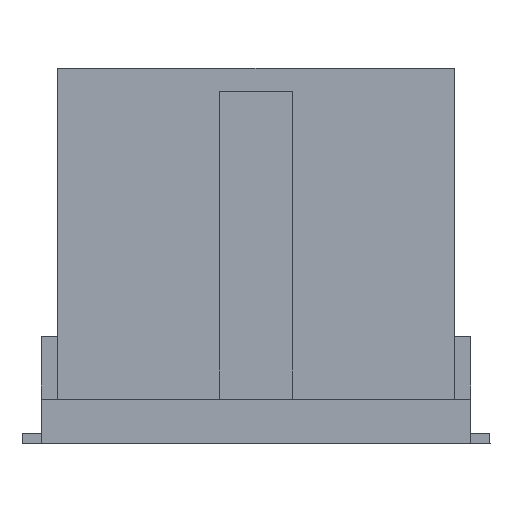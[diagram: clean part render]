
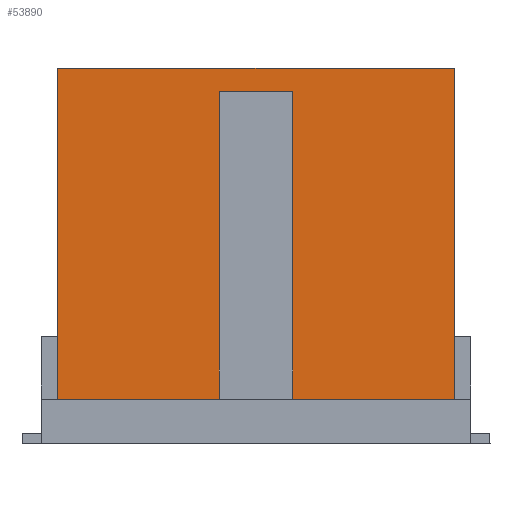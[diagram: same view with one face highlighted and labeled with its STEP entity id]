
A CAD part, left-side view. The second image highlights one B-rep face of the part: STEP entity #53890.
In plain terms, the highlighted planar face has unit normal (-1, 0, 0).
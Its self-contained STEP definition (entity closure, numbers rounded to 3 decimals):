
#25190=CARTESIAN_POINT('',(-6.07,-1.56,
0.35));
#25200=VERTEX_POINT('',#25190);
#25230=CARTESIAN_POINT('',(-6.07,-1.56,
-2.));
#25240=DIRECTION('',(0.,0.,1.));
#25250=VECTOR('',#25240,1.);
#25260=LINE('',#25230,#25250);
#25270=CARTESIAN_POINT('',(-6.07,-1.56,
2.95));
#25280=VERTEX_POINT('',#25270);
#25290=EDGE_CURVE('',#25200,#25280,#25260,.T.);
#27080=CARTESIAN_POINT('',(-6.07,1.56,
2.95));
#27090=VERTEX_POINT('',#27080);
#27120=CARTESIAN_POINT('',(-6.07,1.56,
-2.));
#27130=DIRECTION('',(-0.,-0.,-1.));
#27140=VECTOR('',#27130,1.);
#27150=LINE('',#27120,#27140);
#27160=CARTESIAN_POINT('',(-6.07,1.56,
0.35));
#27170=VERTEX_POINT('',#27160);
#27180=EDGE_CURVE('',#27090,#27170,#27150,.T.);
#36040=CARTESIAN_POINT('',(-6.07,-17.213,
2.95));
#36050=DIRECTION('',(0.,-1.,0.));
#36060=VECTOR('',#36050,1.);
#36070=LINE('',#36040,#36060);
#36080=EDGE_CURVE('',#27090,#25280,#36070,.T.);
#53410=CARTESIAN_POINT('',(-6.07,-1.642,
0.281));
#53420=DIRECTION('',(-1.,0.,0.));
#53430=DIRECTION('',(0.,-1.,0.));
#53440=AXIS2_PLACEMENT_3D('',#53410,#53420,#53430);
#53450=PLANE('',#53440);
#53460=ORIENTED_EDGE('',*,*,#36080,.F.);
#53470=ORIENTED_EDGE('',*,*,#25290,.T.);
#53480=CARTESIAN_POINT('',(-6.07,-17.213,
0.35));
#53490=DIRECTION('',(0.,-1.,0.));
#53500=VECTOR('',#53490,1.);
#53510=LINE('',#53480,#53500);
#53520=CARTESIAN_POINT('',(-6.07,-0.29,
0.35));
#53530=VERTEX_POINT('',#53520);
#53540=EDGE_CURVE('',#53530,#25200,#53510,.T.);
#53550=ORIENTED_EDGE('',*,*,#53540,.T.);
#53560=CARTESIAN_POINT('',(-6.07,-0.29,
-2.));
#53570=DIRECTION('',(0.,0.,1.));
#53580=VECTOR('',#53570,1.);
#53590=LINE('',#53560,#53580);
#53600=CARTESIAN_POINT('',(-6.07,-0.29,
2.77));
#53610=VERTEX_POINT('',#53600);
#53620=EDGE_CURVE('',#53530,#53610,#53590,.T.);
#53630=ORIENTED_EDGE('',*,*,#53620,.F.);
#53640=CARTESIAN_POINT('',(-6.07,-17.213,
2.77));
#53650=DIRECTION('',(0.,1.,0.));
#53660=VECTOR('',#53650,1.);
#53670=LINE('',#53640,#53660);
#53680=CARTESIAN_POINT('',(-6.07,0.29,
2.77));
#53690=VERTEX_POINT('',#53680);
#53700=EDGE_CURVE('',#53610,#53690,#53670,.T.);
#53710=ORIENTED_EDGE('',*,*,#53700,.F.);
#53720=CARTESIAN_POINT('',(-6.07,0.29,
-2.));
#53730=DIRECTION('',(-0.,-0.,-1.));
#53740=VECTOR('',#53730,1.);
#53750=LINE('',#53720,#53740);
#53760=CARTESIAN_POINT('',(-6.07,0.29,
0.35));
#53770=VERTEX_POINT('',#53760);
#53780=EDGE_CURVE('',#53690,#53770,#53750,.T.);
#53790=ORIENTED_EDGE('',*,*,#53780,.F.);
#53800=CARTESIAN_POINT('',(-6.07,-17.213,
0.35));
#53810=DIRECTION('',(0.,-1.,0.));
#53820=VECTOR('',#53810,1.);
#53830=LINE('',#53800,#53820);
#53840=EDGE_CURVE('',#27170,#53770,#53830,.T.);
#53850=ORIENTED_EDGE('',*,*,#53840,.T.);
#53860=ORIENTED_EDGE('',*,*,#27180,.T.);
#53870=EDGE_LOOP('',(#53860,#53850,#53790,#53710,#53630,#53550,#53470,
#53460));
#53880=FACE_OUTER_BOUND('',#53870,.T.);
#53890=ADVANCED_FACE('',(#53880),#53450,.T.);
